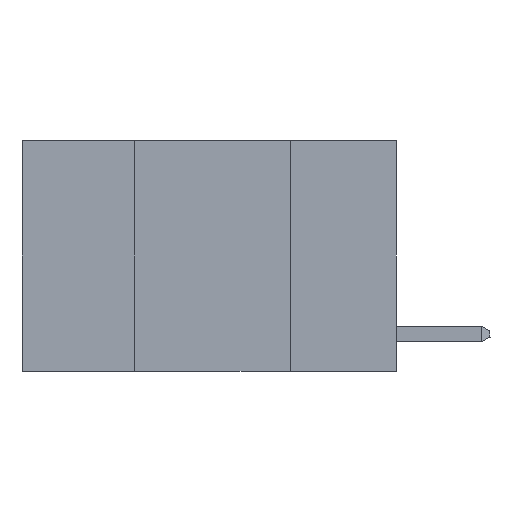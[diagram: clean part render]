
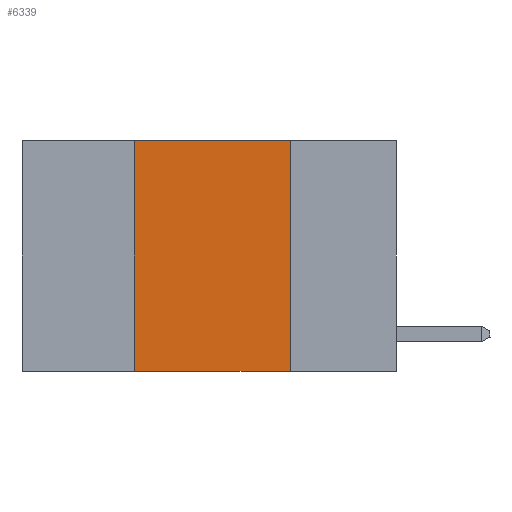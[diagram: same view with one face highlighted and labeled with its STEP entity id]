
A CAD part, left-side view. The second image highlights one B-rep face of the part: STEP entity #6339.
In plain terms, the highlighted planar face has unit normal (-1, 0, 0).
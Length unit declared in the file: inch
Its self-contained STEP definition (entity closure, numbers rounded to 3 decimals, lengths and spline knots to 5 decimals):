
#106 = VERTEX_POINT ( 'NONE', #6336 ) ;
#417 = EDGE_CURVE ( 'NONE', #439, #8127, #2636, .T. ) ;
#439 = VERTEX_POINT ( 'NONE', #7572 ) ;
#599 = EDGE_LOOP ( 'NONE', ( #7736, #7770, #4685, #3916 ) ) ;
#864 = EDGE_CURVE ( 'NONE', #439, #3515, #8669, .T. ) ;
#1271 = CARTESIAN_POINT ( 'NONE',  ( 0., 0.6, 0. ) ) ;
#2144 = DIRECTION ( 'NONE',  ( 0., 0., -1. ) ) ;
#2636 = LINE ( 'NONE', #6825, #8259 ) ;
#3492 = AXIS2_PLACEMENT_3D ( 'NONE', #1271, #8699, #4677 ) ;
#3515 = VERTEX_POINT ( 'NONE', #3939 ) ;
#3546 = LINE ( 'NONE', #7607, #7041 ) ;
#3727 = CARTESIAN_POINT ( 'NONE',  ( 0., 0.42, 0. ) ) ;
#3876 = DIRECTION ( 'NONE',  ( 0., -1., 0. ) ) ;
#3916 = ORIENTED_EDGE ( 'NONE', *, *, #417, .T. ) ;
#3939 = CARTESIAN_POINT ( 'NONE',  ( 0., 0.42, 0. ) ) ;
#4677 = DIRECTION ( 'NONE',  ( 0., 0., -1. ) ) ;
#4685 = ORIENTED_EDGE ( 'NONE', *, *, #864, .F. ) ;
#5278 = VECTOR ( 'NONE', #5303, 39.37008 ) ;
#5283 = FACE_OUTER_BOUND ( 'NONE', #599, .T. ) ;
#5303 = DIRECTION ( 'NONE',  ( 0., -1., 0. ) ) ;
#5494 = LINE ( 'NONE', #7329, #5278 ) ;
#6336 = CARTESIAN_POINT ( 'NONE',  ( 0., 0.17, 0. ) ) ;
#6339 = ADVANCED_FACE ( 'NONE', ( #5283 ), #8056, .F. ) ;
#6825 = CARTESIAN_POINT ( 'NONE',  ( 0., 0.6, -0.37 ) ) ;
#7041 = VECTOR ( 'NONE', #2144, 39.37008 ) ;
#7329 = CARTESIAN_POINT ( 'NONE',  ( 0., 0.6, 0. ) ) ;
#7543 = EDGE_CURVE ( 'NONE', #3515, #106, #5494, .T. ) ;
#7572 = CARTESIAN_POINT ( 'NONE',  ( 0., 0.42, -0.37 ) ) ;
#7607 = CARTESIAN_POINT ( 'NONE',  ( 0., 0.17, 0. ) ) ;
#7736 = ORIENTED_EDGE ( 'NONE', *, *, #8548, .F. ) ;
#7770 = ORIENTED_EDGE ( 'NONE', *, *, #7543, .F. ) ;
#7808 = CARTESIAN_POINT ( 'NONE',  ( 0., 0.17, -0.37 ) ) ;
#8056 = PLANE ( 'NONE',  #3492 ) ;
#8127 = VERTEX_POINT ( 'NONE', #7808 ) ;
#8219 = DIRECTION ( 'NONE',  ( 0., 0., 1. ) ) ;
#8259 = VECTOR ( 'NONE', #3876, 39.37008 ) ;
#8461 = VECTOR ( 'NONE', #8219, 39.37008 ) ;
#8548 = EDGE_CURVE ( 'NONE', #106, #8127, #3546, .T. ) ;
#8669 = LINE ( 'NONE', #3727, #8461 ) ;
#8699 = DIRECTION ( 'NONE',  ( 1., 0., 0. ) ) ;
